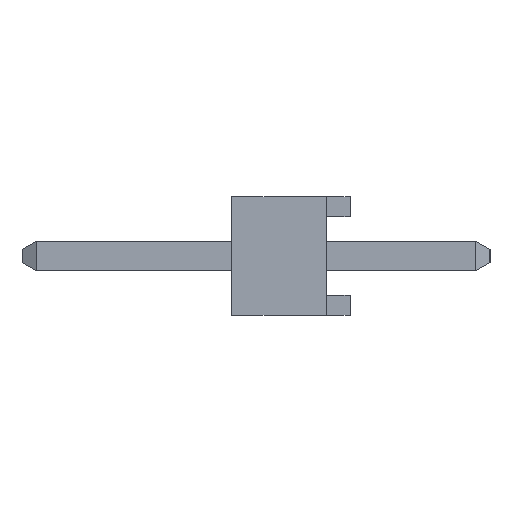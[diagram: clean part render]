
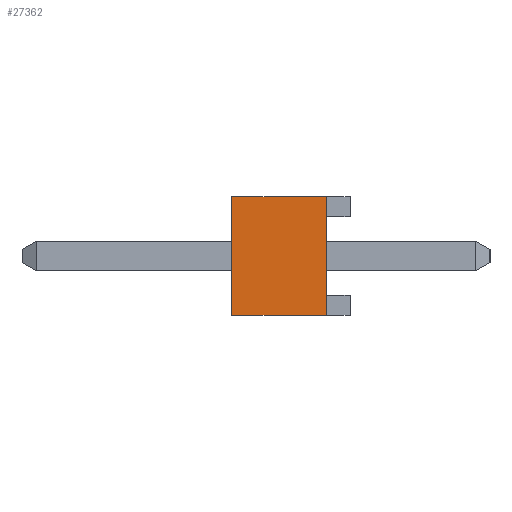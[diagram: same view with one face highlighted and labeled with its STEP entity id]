
A CAD part, left-side view. The second image highlights one B-rep face of the part: STEP entity #27362.
In plain terms, the highlighted planar face has unit normal (-1, 0, 0).
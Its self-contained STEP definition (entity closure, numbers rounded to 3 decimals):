
#1707 = LINE ( 'NONE', #20615, #1708 ) ;
#1708 = VECTOR ( 'NONE', #20862, 1000. ) ;
#6074 = CARTESIAN_POINT ( 'NONE',  ( -38.1, 2.54, 1.27 ) ) ;
#6082 = PLANE ( 'NONE',  #20935 ) ;
#6094 = DIRECTION ( 'NONE',  ( 1., 0., 0. ) ) ;
#6095 = DIRECTION ( 'NONE',  ( 0., 1., 0. ) ) ;
#6757 = FACE_OUTER_BOUND ( 'NONE', #12630, .T. ) ;
#7376 = LINE ( 'NONE', #8371, #7377 ) ;
#7377 = VECTOR ( 'NONE', #8372, 1000. ) ;
#7548 = LINE ( 'NONE', #8584, #7549 ) ;
#7549 = VECTOR ( 'NONE', #8586, 1000. ) ;
#8371 = CARTESIAN_POINT ( 'NONE',  ( -38.1, 2.54, 1.27 ) ) ;
#8372 = DIRECTION ( 'NONE',  ( 0., -1., 0. ) ) ;
#8584 = CARTESIAN_POINT ( 'NONE',  ( -38.1, 2.54, -1.27 ) ) ;
#8586 = DIRECTION ( 'NONE',  ( 0., -1., 0. ) ) ;
#9265 = LINE ( 'NONE', #10206, #9296 ) ;
#9296 = VECTOR ( 'NONE', #10211, 1000. ) ;
#10206 = CARTESIAN_POINT ( 'NONE',  ( -38.1, 0.508, 1.27 ) ) ;
#10211 = DIRECTION ( 'NONE',  ( 0., 0., -1. ) ) ;
#12630 = EDGE_LOOP ( 'NONE', ( #23856, #23916, #23857, #23858 ) ) ;
#15113 = EDGE_CURVE ( 'NONE', #25115, #25291, #1707, .T. ) ;
#20615 = CARTESIAN_POINT ( 'NONE',  ( -38.1, 2.54, 1.27 ) ) ;
#20862 = DIRECTION ( 'NONE',  ( 0., 0., -1. ) ) ;
#20935 = AXIS2_PLACEMENT_3D ( 'NONE', #6074, #6094, #6095 ) ;
#21541 = CARTESIAN_POINT ( 'NONE',  ( -38.1, 2.54, 1.27 ) ) ;
#21690 = CARTESIAN_POINT ( 'NONE',  ( -38.1, 0.508, -1.27 ) ) ;
#21824 = CARTESIAN_POINT ( 'NONE',  ( -38.1, 2.54, -1.27 ) ) ;
#21971 = CARTESIAN_POINT ( 'NONE',  ( -38.1, 0.508, 1.27 ) ) ;
#23856 = ORIENTED_EDGE ( 'NONE', *, *, #29111, .T. ) ;
#23857 = ORIENTED_EDGE ( 'NONE', *, *, #29025, .F. ) ;
#23858 = ORIENTED_EDGE ( 'NONE', *, *, #15113, .T. ) ;
#23916 = ORIENTED_EDGE ( 'NONE', *, *, #29346, .F. ) ;
#25051 = VERTEX_POINT ( 'NONE', #21690 ) ;
#25115 = VERTEX_POINT ( 'NONE', #21541 ) ;
#25246 = VERTEX_POINT ( 'NONE', #21971 ) ;
#25291 = VERTEX_POINT ( 'NONE', #21824 ) ;
#27362 = ADVANCED_FACE ( 'NONE', ( #6757 ), #6082, .F. ) ;
#29025 = EDGE_CURVE ( 'NONE', #25115, #25246, #7376, .T. ) ;
#29111 = EDGE_CURVE ( 'NONE', #25291, #25051, #7548, .T. ) ;
#29346 = EDGE_CURVE ( 'NONE', #25246, #25051, #9265, .T. ) ;
